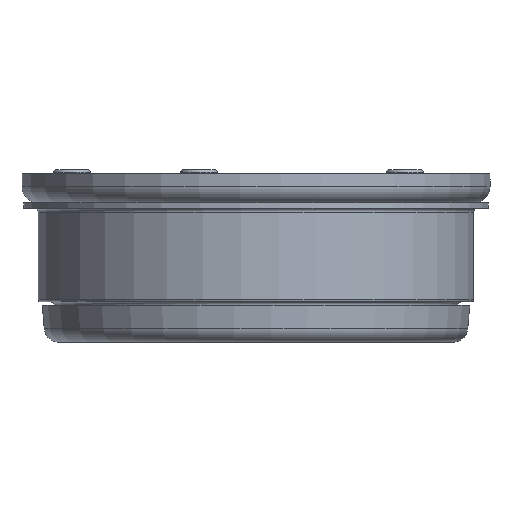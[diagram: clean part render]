
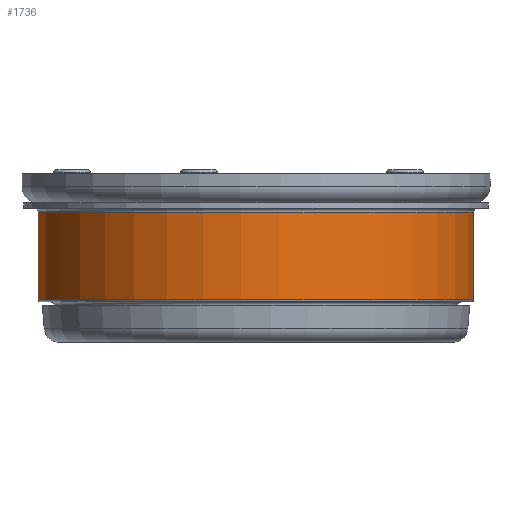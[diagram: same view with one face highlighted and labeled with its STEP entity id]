
A CAD part, front view. The second image highlights one B-rep face of the part: STEP entity #1736.
In plain terms, the highlighted cylindrical face has radius 59.5 mm (diameter 119 mm), a full revolution.
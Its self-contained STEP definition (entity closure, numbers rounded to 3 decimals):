
#1702=CARTESIAN_POINT('',(59.5,0.,8.5));
#1703=VERTEX_POINT('',#1702);
#1704=CARTESIAN_POINT('',(0.,0.,8.5));
#1705=DIRECTION('',(0.0,0.0,-1.0));
#1706=DIRECTION('',(-1.0,0.0,0.0));
#1707=AXIS2_PLACEMENT_3D('',#1704,#1705,#1706);
#1708=CIRCLE('',#1707,59.5);
#1709=EDGE_CURVE('',#1703,#1703,#1708,.T.);
#1717=CARTESIAN_POINT('',(0.,0.,0.0));
#1718=DIRECTION('',(0.0,0.0,1.0));
#1719=DIRECTION('',(-1.0,0.0,0.0));
#1720=AXIS2_PLACEMENT_3D('',#1717,#1718,#1719);
#1721=CYLINDRICAL_SURFACE('',#1720,59.5);
#1722=CARTESIAN_POINT('',(59.5,0.,32.5));
#1723=VERTEX_POINT('',#1722);
#1724=CARTESIAN_POINT('',(0.,0.,32.5));
#1725=DIRECTION('',(0.0,0.0,1.0));
#1726=DIRECTION('',(-1.0,0.0,0.0));
#1727=AXIS2_PLACEMENT_3D('',#1724,#1725,#1726);
#1728=CIRCLE('',#1727,59.5);
#1729=EDGE_CURVE('',#1723,#1723,#1728,.T.);
#1730=ORIENTED_EDGE('',*,*,#1729,.F.);
#1731=EDGE_LOOP('',(#1730));
#1732=FACE_OUTER_BOUND('',#1731,.T.);
#1733=ORIENTED_EDGE('',*,*,#1709,.F.);
#1734=EDGE_LOOP('',(#1733));
#1735=FACE_BOUND('',#1734,.T.);
#1736=ADVANCED_FACE('',(#1732,#1735),#1721,.T.);
